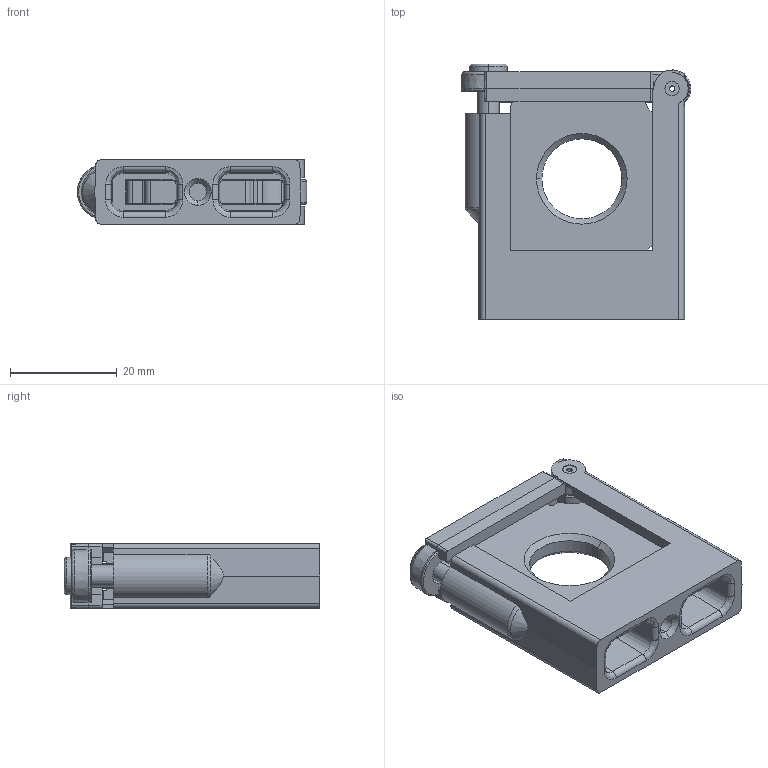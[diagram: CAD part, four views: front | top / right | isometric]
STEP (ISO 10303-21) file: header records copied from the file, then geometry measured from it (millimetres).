
FILE_DESCRIPTION (( 'STEP AP203' ), '1' );
FILE_NAME ('820014-51KIT.step', '2021-09-07T17:36:37', ( '' ), ( '' ), 'SwSTEP 2.0', 'SolidWorks 2021', '' );
FILE_SCHEMA (( 'CONFIG_CONTROL_DESIGN' ));
Length unit declared in the file: inch
Products named in the file (1): 820014-51KIT
Bounding box: 42.98 x 47.92 x 12.1 mm (x, y, z)
Volume: 12318.8 mm3; surface area: 9107 mm2
Topology: 1 solids, 1 shells, 239 faces, 650 edges, 412 vertices
Faces by surface type: plane 123, cylinder 67, cone 30, bspline 19
Entity records: 8166 total; most frequent: CARTESIAN_POINT 2081, ORIENTED_EDGE 1300, DIRECTION 1228, EDGE_CURVE 650, AXIS2_PLACEMENT_3D 423, VERTEX_POINT 412, VECTOR 382, LINE 382
